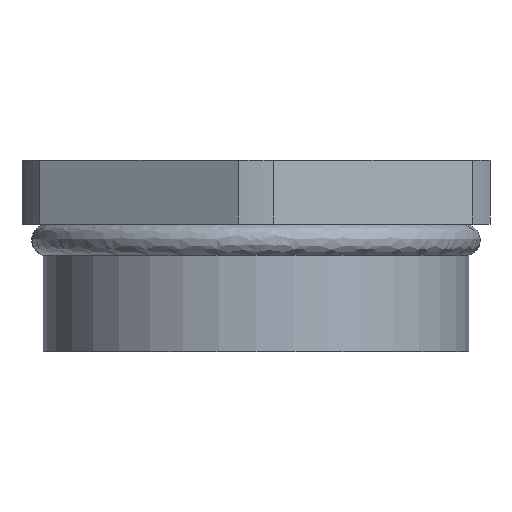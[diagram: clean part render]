
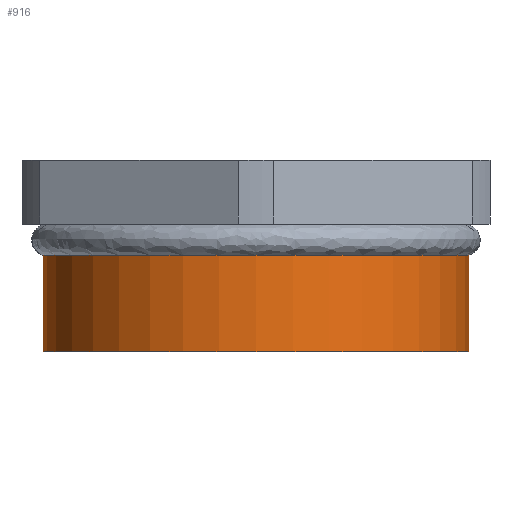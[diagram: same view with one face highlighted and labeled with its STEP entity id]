
A CAD part, left-side view. The second image highlights one B-rep face of the part: STEP entity #916.
In plain terms, the highlighted cylindrical face has radius 10 mm (diameter 20 mm), a full revolution.
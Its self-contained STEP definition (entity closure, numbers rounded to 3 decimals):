
#886=CYLINDRICAL_SURFACE('',#3732,10.);
#916=ADVANCED_FACE('',(#1138,#1139),#886,.T.);
#1138=FACE_BOUND('',#1188,.T.);
#1139=FACE_BOUND('',#1189,.T.);
#1188=EDGE_LOOP('',(#1445));
#1189=EDGE_LOOP('',(#1446));
#1445=ORIENTED_EDGE('',*,*,#2199,.F.);
#1446=ORIENTED_EDGE('',*,*,#2202,.F.);
#1985=VERTEX_POINT('',#4887);
#1988=VERTEX_POINT('',#4944);
#2199=EDGE_CURVE('',#1985,#1985,#2433,.T.);
#2202=EDGE_CURVE('',#1988,#1988,#2436,.T.);
#2433=CIRCLE('',#3725,10.);
#2436=CIRCLE('',#3730,10.);
#3725=AXIS2_PLACEMENT_3D('',#4886,#4094,#4095);
#3730=AXIS2_PLACEMENT_3D('',#4943,#4104,#4105);
#3732=AXIS2_PLACEMENT_3D('',#4946,#4108,#4109);
#4094=DIRECTION('',(0.,0.,1.));
#4095=DIRECTION('',(0.,1.,0.));
#4104=DIRECTION('',(0.,0.,-1.));
#4105=DIRECTION('',(-1.,0.,0.));
#4108=DIRECTION('',(0.,0.,-1.));
#4109=DIRECTION('',(1.,0.,0.));
#4886=CARTESIAN_POINT('',(0.,0.,-1.473));
#4887=CARTESIAN_POINT('',(0.,10.,-1.473));
#4943=CARTESIAN_POINT('',(0.,0.,-6.));
#4944=CARTESIAN_POINT('',(-10.,0.,-6.));
#4946=CARTESIAN_POINT('',(0.,0.,-1.5));
